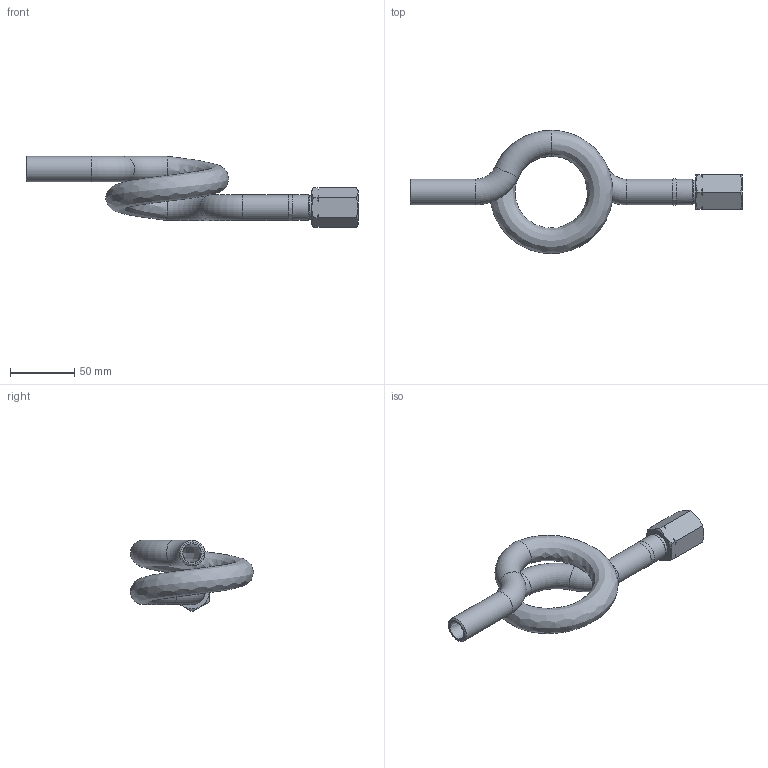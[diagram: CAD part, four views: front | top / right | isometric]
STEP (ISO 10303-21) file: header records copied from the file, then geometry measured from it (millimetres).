
FILE_DESCRIPTION( ( 'Unknown' ), '1' );
FILE_NAME( '1009704X.stp', 'Unknown', ( 'Peter Nanko' ), ( 'Armaturen Arndt' ), 'PSStep 14.0', 'Solid Edge ST4', ' ' );
FILE_SCHEMA( ( 'AUTOMOTIVE_DESIGN { 1 0 10303 214 1 1 1 1 }' ) );
Length unit declared in the file: millimetre
Products named in the file (1): 1008206X
Bounding box: 258.55 x 96 x 55.59 mm (x, y, z)
Volume: 89879 mm3; surface area: 60229.6 mm2
Topology: 1 solids, 1 shells, 55 faces, 131 edges, 83 vertices
Faces by surface type: cone 19, plane 13, cylinder 10, torus 8, bspline 5
Full cylindrical faces by diameter (mm): 7 x1, 14.7 x1, 18.4 x1, 18.631 x2, 20 x3, 20.955 x1, 21.2 x1
Entity records: 3531 total; most frequent: CARTESIAN_POINT 2047, DIRECTION 198, ORIENTED_EDGE 180, AXIS2_PLACEMENT_3D 93, EDGE_LOOP 92, EDGE_CURVE 90, FACE_OUTER_BOUND 78, VERTEX_POINT 72
